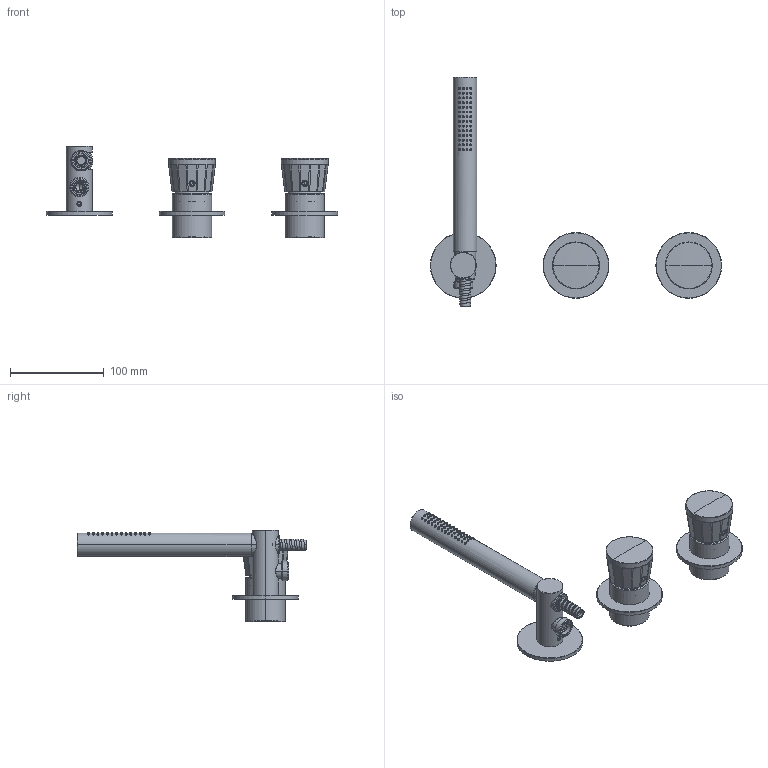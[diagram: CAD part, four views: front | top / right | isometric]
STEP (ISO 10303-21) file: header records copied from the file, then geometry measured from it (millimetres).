
FILE_DESCRIPTION((''),'2;1');
FILE_NAME('OIELEV129RO_ASM','2025-10-16T14:50:16',('Administrator'),(''),'CREO PARAMETRIC BY PTC INC, 2024493','CREO PARAMETRIC BY PTC INC, 2024493','');
FILE_SCHEMA(('CONFIG_CONTROL_DESIGN','SHAPE_APPEARANCE_LAYERS_GROUPS'));
Length unit declared in the file: millimetre
Products named in the file (13): OIBR00949; OIBR00242; OIBR00948; OIOR00091; OIAQ00013; OIBR00250; OIBR00254; OIBR00247; OIVT00006; OIAQ00026; OIFL00037; OIAQ00025; OIELEV129RO_ASM
Assembly tree (17 placements, depth 2):
  OIELEV129RO_ASM
    OIBR00949  x2
    OIBR00242  x2
    OIBR00948  x2
    OIOR00091  x2
    OIAQ00013  x2
    OIBR00250
    OIBR00254
    OIBR00247
    OIVT00006
    OIAQ00026
    OIFL00037
    OIAQ00025
Bounding box: 310 x 244.3 x 97.5 mm (x, y, z)
Volume: 221685.6 mm3; surface area: 124316.8 mm2
Topology: 17 solids, 24 shells, 915 faces, 2073 edges, 1323 vertices
Faces by surface type: cylinder 313, bspline 249, plane 209, cone 79, torus 57, sphere 8
Entity records: 54161 total; most frequent: CARTESIAN_POINT 30874, ORIENTED_EDGE 3328, DIRECTION 2578, PRESENTATION_STYLE_ASSIGNMENT 1966, STYLED_ITEM 1837, CURVE_STYLE 1675, EDGE_CURVE 1675, VERTEX_POINT 1082
